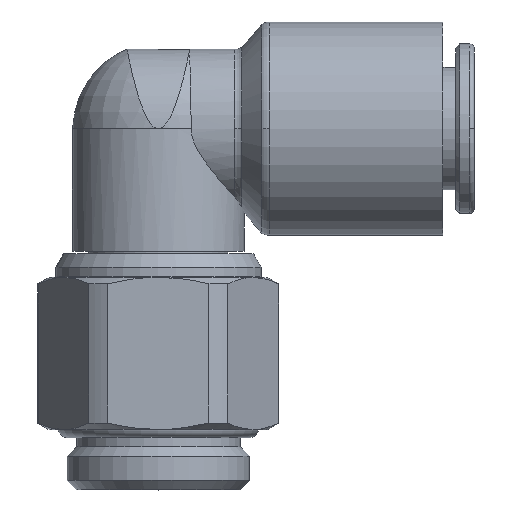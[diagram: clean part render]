
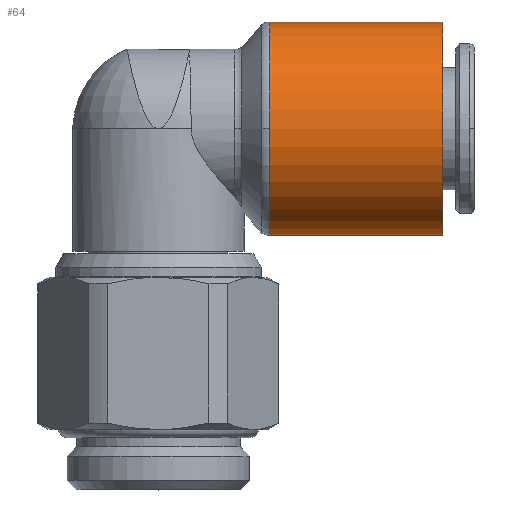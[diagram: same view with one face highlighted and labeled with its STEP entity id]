
A CAD part, top view. The second image highlights one B-rep face of the part: STEP entity #64.
In plain terms, the highlighted cylindrical face has radius 9.76 mm (diameter 19.52 mm), a partial arc.
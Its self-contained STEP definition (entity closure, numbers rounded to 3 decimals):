
#64=ADVANCED_FACE('',(#173),#174,.T.);
#173=FACE_OUTER_BOUND('',#361,.T.);
#174=CYLINDRICAL_SURFACE('',#362,9.76);
#361=EDGE_LOOP('',(#643,#644,#645,#646,#647));
#362=AXIS2_PLACEMENT_3D('',#648,#649,#650);
#643=ORIENTED_EDGE('',*,*,#1283,.F.);
#644=ORIENTED_EDGE('',*,*,#1284,.T.);
#645=ORIENTED_EDGE('',*,*,#1285,.T.);
#646=ORIENTED_EDGE('',*,*,#1286,.F.);
#647=ORIENTED_EDGE('',*,*,#1287,.F.);
#648=CARTESIAN_POINT('',(18.108,33.033,0.0));
#649=DIRECTION('',(1.0,0.0,0.0));
#650=DIRECTION('',(0.0,1.0,0.0));
#1283=EDGE_CURVE('',#1555,#1556,#1557,.T.);
#1284=EDGE_CURVE('',#1555,#1558,#1559,.T.);
#1285=EDGE_CURVE('',#1558,#1560,#1561,.T.);
#1286=EDGE_CURVE('',#1562,#1560,#1563,.T.);
#1287=EDGE_CURVE('',#1556,#1562,#1564,.T.);
#1555=VERTEX_POINT('',#2178);
#1556=VERTEX_POINT('',#2179);
#1557=LINE('',#2180,#2181);
#1558=VERTEX_POINT('',#2182);
#1559=CIRCLE('',#2183,9.76);
#1560=VERTEX_POINT('',#2184);
#1561=CIRCLE('',#2185,9.76);
#1562=VERTEX_POINT('',#2186);
#1563=LINE('',#2187,#2188);
#1564=CIRCLE('',#2189,9.76);
#2178=CARTESIAN_POINT('',(10.191,42.792,0.0));
#2179=CARTESIAN_POINT('',(26.026,42.792,0.0));
#2180=CARTESIAN_POINT('',(18.108,42.792,0.));
#2181=VECTOR('',#3046,1.0);
#2182=CARTESIAN_POINT('',(10.191,33.033,9.76));
#2183=AXIS2_PLACEMENT_3D('',#3047,#3048,#3049);
#2184=CARTESIAN_POINT('',(10.191,23.273,0.));
#2185=AXIS2_PLACEMENT_3D('',#3050,#3051,#3052);
#2186=CARTESIAN_POINT('',(26.026,23.273,0.));
#2187=CARTESIAN_POINT('',(18.108,23.273,0.));
#2188=VECTOR('',#3053,1.0);
#2189=AXIS2_PLACEMENT_3D('',#3054,#3055,#3056);
#3046=DIRECTION('',(1.0,0.0,0.0));
#3047=CARTESIAN_POINT('',(10.191,33.033,0.0));
#3048=DIRECTION('',(1.0,0.0,0.0));
#3049=DIRECTION('',(0.0,1.0,0.0));
#3050=CARTESIAN_POINT('',(10.191,33.033,0.0));
#3051=DIRECTION('',(1.0,0.0,0.0));
#3052=DIRECTION('',(0.0,1.0,0.0));
#3053=DIRECTION('',(-1.0,-0.0,-0.0));
#3054=CARTESIAN_POINT('',(26.026,33.033,0.0));
#3055=DIRECTION('',(1.0,0.0,0.0));
#3056=DIRECTION('',(0.0,1.0,0.0));
